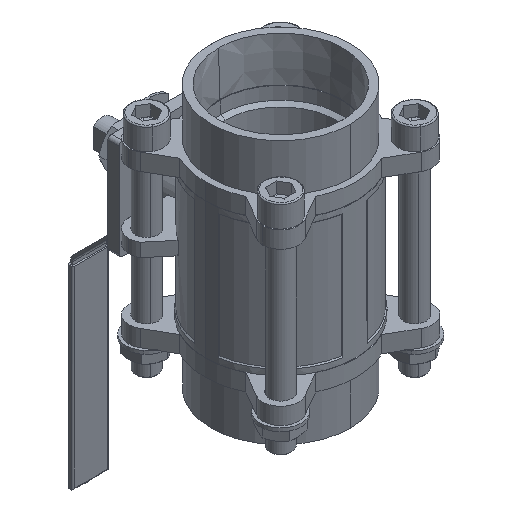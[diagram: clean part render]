
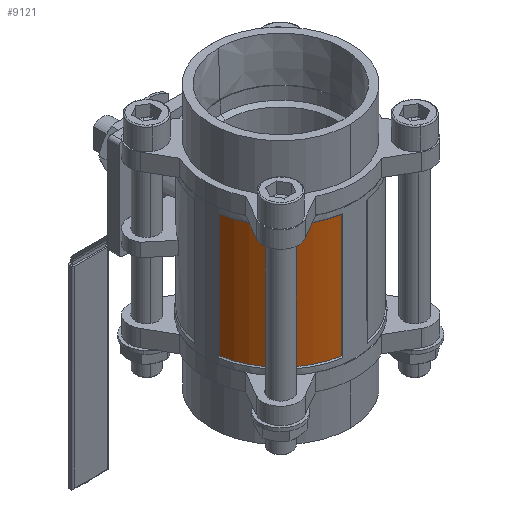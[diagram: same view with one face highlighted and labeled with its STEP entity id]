
A CAD part, isometric view. The second image highlights one B-rep face of the part: STEP entity #9121.
In plain terms, the highlighted cylindrical face has radius 66.5 mm (diameter 133 mm), a partial arc.
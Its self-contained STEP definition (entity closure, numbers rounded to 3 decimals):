
#1050 = EDGE_CURVE ( 'NONE', #14035, #14069, #14753, .T. ) ;
#1109 = EDGE_CURVE ( 'NONE', #14049, #14035, #14837, .T. ) ;
#1134 = EDGE_CURVE ( 'NONE', #14049, #14012, #14880, .T. ) ;
#1142 = EDGE_CURVE ( 'NONE', #14012, #14069, #14890, .T. ) ;
#1181 = AXIS2_PLACEMENT_3D ( 'NONE', #13573, #13759, #13579 ) ;
#1185 = AXIS2_PLACEMENT_3D ( 'NONE', #2335, #2380, #2347 ) ;
#2275 = DIRECTION ( 'NONE',  ( 0., 0., 1. ) ) ;
#2335 = CARTESIAN_POINT ( 'NONE',  ( 0., 0., 55. ) ) ;
#2347 = DIRECTION ( 'NONE',  ( 1., 0., 0. ) ) ;
#2380 = DIRECTION ( 'NONE',  ( 0., 0., 1. ) ) ;
#2431 = CARTESIAN_POINT ( 'NONE',  ( -65.584, -11., -500000. ) ) ;
#4943 = FACE_OUTER_BOUND ( 'NONE', #15865, .T. ) ;
#4947 = CYLINDRICAL_SURFACE ( 'NONE', #9529, 66.5 ) ;
#9121 = ADVANCED_FACE ( 'NONE', ( #4943 ), #4947, .T. ) ;
#9529 = AXIS2_PLACEMENT_3D ( 'NONE', #9689, #9687, #9682 ) ;
#9682 = DIRECTION ( 'NONE',  ( 1., 0., 0. ) ) ;
#9687 = DIRECTION ( 'NONE',  ( 0., 0., 1. ) ) ;
#9689 = CARTESIAN_POINT ( 'NONE',  ( 0., 0., 0. ) ) ;
#13573 = CARTESIAN_POINT ( 'NONE',  ( 0., 0., -55. ) ) ;
#13579 = DIRECTION ( 'NONE',  ( 1., 0., 0. ) ) ;
#13706 = DIRECTION ( 'NONE',  ( 0., 0., 1. ) ) ;
#13759 = DIRECTION ( 'NONE',  ( 0., 0., 1. ) ) ;
#13772 = CARTESIAN_POINT ( 'NONE',  ( -11., -65.584, -500000. ) ) ;
#14012 = VERTEX_POINT ( 'NONE', #17400 ) ;
#14035 = VERTEX_POINT ( 'NONE', #17423 ) ;
#14049 = VERTEX_POINT ( 'NONE', #17437 ) ;
#14069 = VERTEX_POINT ( 'NONE', #17457 ) ;
#14753 = LINE ( 'NONE', #13772, #14756 ) ;
#14756 = VECTOR ( 'NONE', #13706, 1000. ) ;
#14837 = CIRCLE ( 'NONE', #1181, 66.5 ) ;
#14880 = LINE ( 'NONE', #2431, #14883 ) ;
#14883 = VECTOR ( 'NONE', #2275, 1000. ) ;
#14890 = CIRCLE ( 'NONE', #1185, 66.5 ) ;
#15865 = EDGE_LOOP ( 'NONE', ( #18322, #18713, #18712, #18437 ) ) ;
#17400 = CARTESIAN_POINT ( 'NONE',  ( -65.584, -11., 55. ) ) ;
#17423 = CARTESIAN_POINT ( 'NONE',  ( -11., -65.584, -55. ) ) ;
#17437 = CARTESIAN_POINT ( 'NONE',  ( -65.584, -11., -55. ) ) ;
#17457 = CARTESIAN_POINT ( 'NONE',  ( -11., -65.584, 55. ) ) ;
#18322 = ORIENTED_EDGE ( 'NONE', *, *, #1142, .F. ) ;
#18437 = ORIENTED_EDGE ( 'NONE', *, *, #1050, .T. ) ;
#18712 = ORIENTED_EDGE ( 'NONE', *, *, #1109, .T. ) ;
#18713 = ORIENTED_EDGE ( 'NONE', *, *, #1134, .F. ) ;
